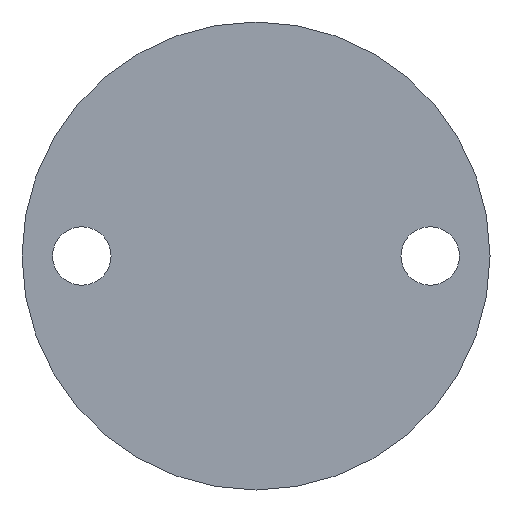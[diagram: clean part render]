
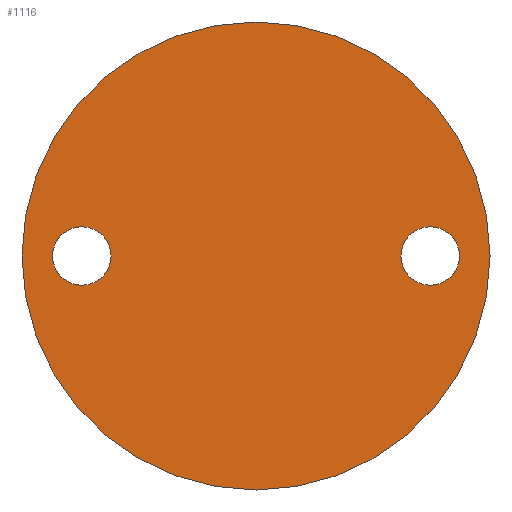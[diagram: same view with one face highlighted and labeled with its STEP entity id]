
A CAD part, front view. The second image highlights one B-rep face of the part: STEP entity #1116.
In plain terms, the highlighted planar face has unit normal (0, -1, 0).
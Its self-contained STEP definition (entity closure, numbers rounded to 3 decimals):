
#13 = CIRCLE ( 'NONE', #1035, 38. ) ;
#117 = DIRECTION ( 'NONE',  ( 0., 0., 1. ) ) ;
#118 = DIRECTION ( 'NONE',  ( 0., 1., 0. ) ) ;
#119 = CARTESIAN_POINT ( 'NONE',  ( 0., 0., 0. ) ) ;
#203 = ORIENTED_EDGE ( 'NONE', *, *, #1019, .T. ) ;
#204 = ORIENTED_EDGE ( 'NONE', *, *, #1081, .F. ) ;
#207 = VERTEX_POINT ( 'NONE', #1238 ) ;
#248 = CIRCLE ( 'NONE', #1080, 4.75 ) ;
#256 = CIRCLE ( 'NONE', #1071, 4.75 ) ;
#270 = CIRCLE ( 'NONE', #1053, 38. ) ;
#341 = EDGE_LOOP ( 'NONE', ( #204, #1085 ) ) ;
#346 = EDGE_LOOP ( 'NONE', ( #898, #203 ) ) ;
#419 = PLANE ( 'NONE',  #997 ) ;
#420 = CARTESIAN_POINT ( 'NONE',  ( 0., 0., 0. ) ) ;
#421 = DIRECTION ( 'NONE',  ( 0., 1., 0. ) ) ;
#422 = DIRECTION ( 'NONE',  ( 0., 0., 1. ) ) ;
#551 = CARTESIAN_POINT ( 'NONE',  ( 0., 0., -38. ) ) ;
#566 = CARTESIAN_POINT ( 'NONE',  ( -28.284, 0., -4.75 ) ) ;
#570 = CARTESIAN_POINT ( 'NONE',  ( -28.284, 0., 4.75 ) ) ;
#579 = CARTESIAN_POINT ( 'NONE',  ( 28.284, 0., 4.75 ) ) ;
#618 = DIRECTION ( 'NONE',  ( 0., 0., 1. ) ) ;
#620 = DIRECTION ( 'NONE',  ( 0., 1., 0. ) ) ;
#621 = CARTESIAN_POINT ( 'NONE',  ( 0., 0., 0. ) ) ;
#791 = DIRECTION ( 'NONE',  ( 0., 0., 1. ) ) ;
#796 = DIRECTION ( 'NONE',  ( 0., 1., 0. ) ) ;
#797 = CARTESIAN_POINT ( 'NONE',  ( 28.284, 0., 0. ) ) ;
#819 = DIRECTION ( 'NONE',  ( 0., 0., 1. ) ) ;
#821 = DIRECTION ( 'NONE',  ( 0., 1., 0. ) ) ;
#825 = CARTESIAN_POINT ( 'NONE',  ( 28.284, 0., 0. ) ) ;
#898 = ORIENTED_EDGE ( 'NONE', *, *, #1006, .T. ) ;
#899 = ORIENTED_EDGE ( 'NONE', *, *, #958, .T. ) ;
#902 = ORIENTED_EDGE ( 'NONE', *, *, #983, .T. ) ;
#913 = VERTEX_POINT ( 'NONE', #1260 ) ;
#931 = AXIS2_PLACEMENT_3D ( 'NONE', #1303, #1302, #1330 ) ;
#944 = AXIS2_PLACEMENT_3D ( 'NONE', #1460, #1471, #1474 ) ;
#958 = EDGE_CURVE ( 'NONE', #1255, #1259, #1276, .T. ) ;
#983 = EDGE_CURVE ( 'NONE', #1259, #1255, #1292, .T. ) ;
#997 = AXIS2_PLACEMENT_3D ( 'NONE', #420, #421, #422 ) ;
#1006 = EDGE_CURVE ( 'NONE', #1270, #207, #248, .T. ) ;
#1019 = EDGE_CURVE ( 'NONE', #207, #1270, #256, .T. ) ;
#1035 = AXIS2_PLACEMENT_3D ( 'NONE', #119, #118, #117 ) ;
#1047 = EDGE_CURVE ( 'NONE', #913, #1226, #270, .T. ) ;
#1053 = AXIS2_PLACEMENT_3D ( 'NONE', #621, #620, #618 ) ;
#1071 = AXIS2_PLACEMENT_3D ( 'NONE', #797, #796, #791 ) ;
#1080 = AXIS2_PLACEMENT_3D ( 'NONE', #825, #821, #819 ) ;
#1081 = EDGE_CURVE ( 'NONE', #1226, #913, #13, .T. ) ;
#1085 = ORIENTED_EDGE ( 'NONE', *, *, #1047, .F. ) ;
#1116 = ADVANCED_FACE ( 'NONE', ( #1210, #1211, #1212 ), #419, .F. ) ;
#1210 = FACE_BOUND ( 'NONE', #1433, .T. ) ;
#1211 = FACE_BOUND ( 'NONE', #346, .T. ) ;
#1212 = FACE_OUTER_BOUND ( 'NONE', #341, .T. ) ;
#1226 = VERTEX_POINT ( 'NONE', #551 ) ;
#1238 = CARTESIAN_POINT ( 'NONE',  ( 28.284, 0., -4.75 ) ) ;
#1255 = VERTEX_POINT ( 'NONE', #566 ) ;
#1259 = VERTEX_POINT ( 'NONE', #570 ) ;
#1260 = CARTESIAN_POINT ( 'NONE',  ( 0., 0., 38. ) ) ;
#1270 = VERTEX_POINT ( 'NONE', #579 ) ;
#1276 = CIRCLE ( 'NONE', #944, 4.75 ) ;
#1292 = CIRCLE ( 'NONE', #931, 4.75 ) ;
#1302 = DIRECTION ( 'NONE',  ( 0., 1., 0. ) ) ;
#1303 = CARTESIAN_POINT ( 'NONE',  ( -28.284, 0., 0. ) ) ;
#1330 = DIRECTION ( 'NONE',  ( 0., 0., 1. ) ) ;
#1433 = EDGE_LOOP ( 'NONE', ( #902, #899 ) ) ;
#1460 = CARTESIAN_POINT ( 'NONE',  ( -28.284, 0., 0. ) ) ;
#1471 = DIRECTION ( 'NONE',  ( 0., 1., 0. ) ) ;
#1474 = DIRECTION ( 'NONE',  ( 0., 0., 1. ) ) ;
